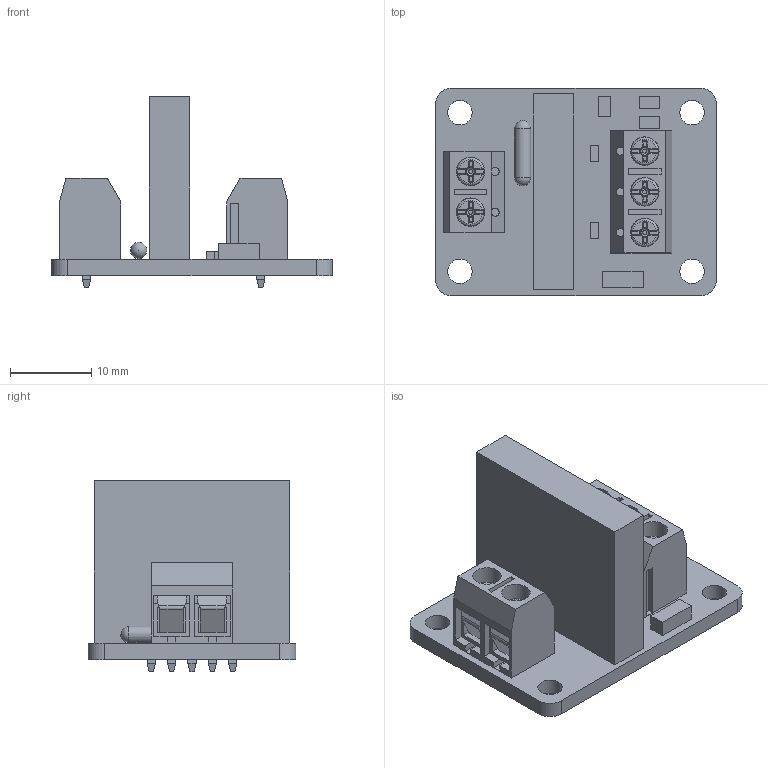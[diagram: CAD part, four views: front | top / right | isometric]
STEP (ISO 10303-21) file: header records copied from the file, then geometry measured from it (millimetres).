
FILE_DESCRIPTION( ( 'Unknown' ), '1' );
FILE_NAME( 'SSR module OMRON G3MB-202P.stp', 'Unknown', ( 'Unknown' ), ( 'Unknown' ), 'PSStep 16.0.42', 'Unknown', ' ' );
FILE_SCHEMA( ( 'AUTOMOTIVE_DESIGN { 1 0 10303 214 1 1 1 1 }' ) );
Length unit declared in the file: millimetre
Products named in the file (10): Assem1; Alusplaat; 2-pin screw terminal; 3-pin screw terminal
Assembly tree (9 placements, depth 2):
  Assem1
    Alusplaat
    Alusplaat
    2-pin screw terminal
    2-pin screw terminal
    2-pin screw terminal
    3-pin screw terminal
    3-pin screw terminal
    3-pin screw terminal
    3-pin screw terminal
Bounding box: 34.5 x 25.5 x 23.45 mm (x, y, z)
Volume: 5313.2 mm3; surface area: 5731.9 mm2
Topology: 9 solids, 14 shells, 988 faces, 2370 edges, 1390 vertices
Faces by surface type: plane 405, bspline 220, cylinder 216, torus 145, sphere 2
Full cylindrical faces by diameter (mm): 2 x1, 3 x4, 3.4 x5, 3.5 x5
Entity records: 38184 total; most frequent: CARTESIAN_POINT 8840, ORIENTED_EDGE 4588, DIRECTION 4202, EDGE_CURVE 2294, AXIS2_PLACEMENT_3D 1550, VERTEX_POINT 1378, LINE 1102, VECTOR 1102
